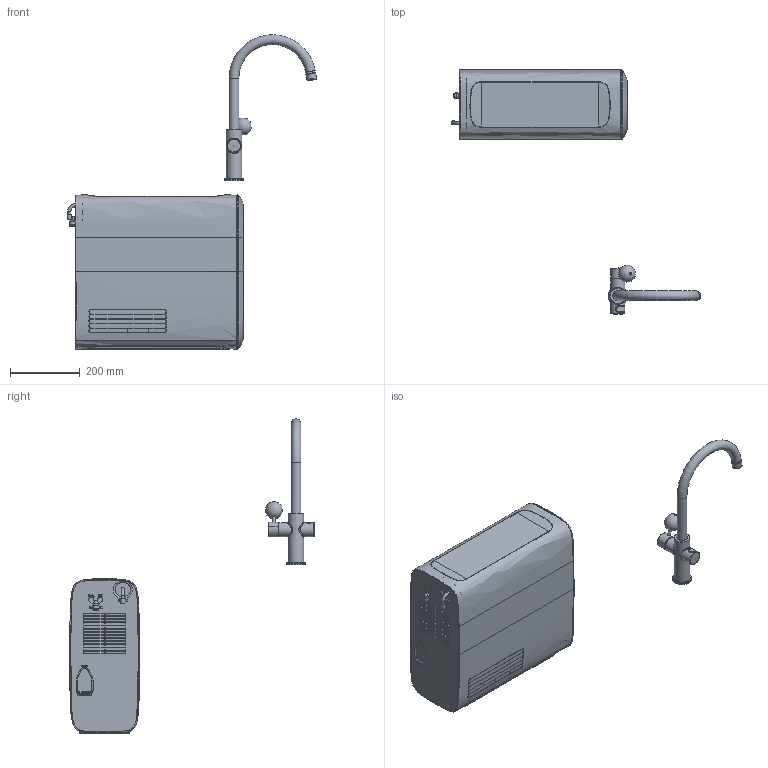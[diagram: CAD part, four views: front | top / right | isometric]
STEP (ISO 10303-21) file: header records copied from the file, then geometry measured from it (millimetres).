
FILE_DESCRIPTION(/* description */ ('Unknown'),/* implementation_level */ '2;1');
FILE_NAME(/* name */ '31455000',/* time_stamp */ '2022-09-08T15:59:08+02:00',/* author */ ('Unknown'),/* organization */ ('GROHE AG'),/* preprocessor_version */ 'ST-DEVELOPER v16.7',/* originating_system */ 'DEX',/* authorisation */ $);
FILE_SCHEMA (('AUTOMOTIVE_DESIGN {1 0 10303 214 3 1 1}'));
Products named in the file (13): 31455000; id11; 149816251; 220113221; 220113480_1; 220113482_1; 220113483; 220113484; 220113485; 220113486_1; A1921_MENTOR_ALLCATPART_14072015; Document; GROHE_ANSCHLUSS
Assembly tree (12 placements, depth 2):
  31455000
    id11
    149816251
    220113221
    220113480_1
    220113482_1
    220113483
    220113484
    220113485
    220113486_1
    A1921_MENTOR_ALLCATPART_14072015
    Document
    GROHE_ANSCHLUSS
Bounding box: 715.47 x 701.51 x 902.64 mm (x, y, z)
Volume: 11417.1 mm3; surface area: 954711.5 mm2
Topology: 1 solids, 44 shells, 481 faces, 2792 edges, 2343 vertices
Faces by surface type: plane 256, bspline 136, cylinder 50, torus 21, cone 15, sphere 3
Full cylindrical faces by diameter (mm): 8 x1, 8.06 x1, 9 x2, 12 x2, 12.7 x2, 16 x1, 16.8 x1, 17.7 x1, 24 x1, 28 x3, 40 x2, 45 x1, 55 x1
Entity records: 51461 total; most frequent: CARTESIAN_POINT 32146, ORIENTED_EDGE 3703, DIRECTION 2871, EDGE_CURVE 2738, VERTEX_POINT 2332, LINE 1195, VECTOR 1195, B_SPLINE_CURVE_WITH_KNOTS 1060
